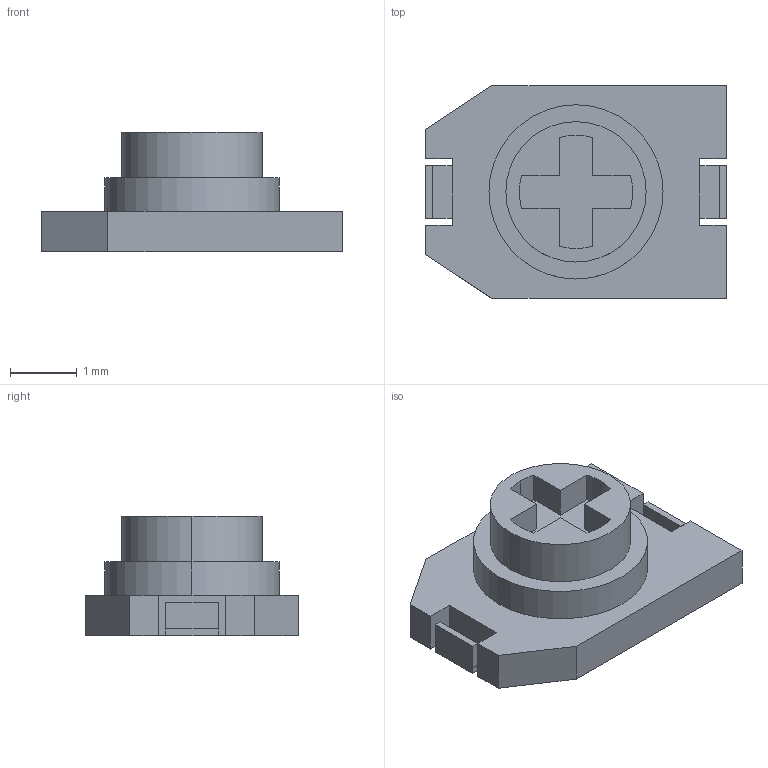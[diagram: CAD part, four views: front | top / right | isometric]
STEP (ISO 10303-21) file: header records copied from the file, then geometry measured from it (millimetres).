
FILE_DESCRIPTION((''),'2;1');
FILE_NAME('CAPV_JOHANSON_9343.stp','2009-07-06T12:04:06',(''),(''),'Mechanical Desktop 2006','Mechanical Desktop 2006',', , ');
FILE_SCHEMA(('AUTOMOTIVE_DESIGN { 1 2 10303 214 0 1 1 1 }'));
Length unit declared in the file: millimetre
Products named in the file (1): Product
Bounding box: 4.49 x 3.17 x 1.78 mm (x, y, z)
Volume: 12.2 mm3; surface area: 68.9 mm2
Topology: 7 solids, 7 shells, 73 faces, 174 edges, 116 vertices
Faces by surface type: plane 49, bspline 12, cylinder 12
Entity records: 2152 total; most frequent: CARTESIAN_POINT 400, ORIENTED_EDGE 348, DIRECTION 322, EDGE_CURVE 174, VECTOR 150, LINE 150, VERTEX_POINT 116, AXIS2_PLACEMENT_3D 86
